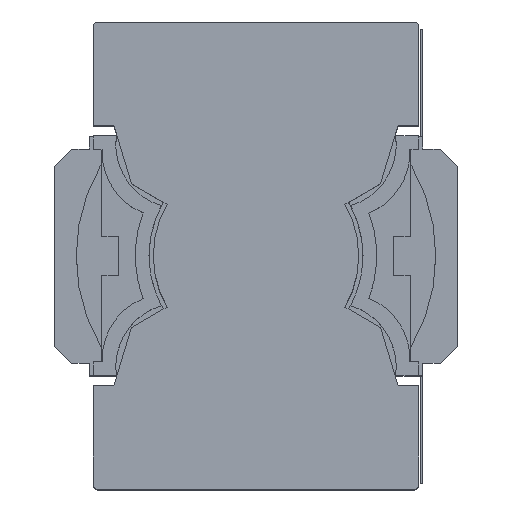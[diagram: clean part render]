
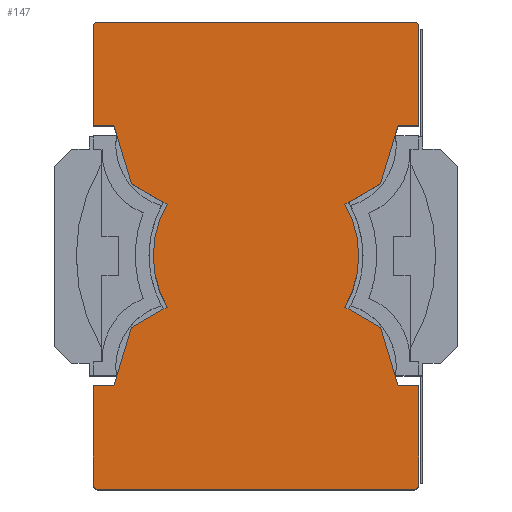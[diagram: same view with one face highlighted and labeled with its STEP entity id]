
A CAD part, top view. The second image highlights one B-rep face of the part: STEP entity #147.
In plain terms, the highlighted planar face has unit normal (0, 0, 1).
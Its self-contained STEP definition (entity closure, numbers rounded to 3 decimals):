
#47 = EDGE_CURVE('',#48,#50,#52,.T.);
#48 = VERTEX_POINT('',#49);
#49 = CARTESIAN_POINT('',(-9.25,-13.65,15.44));
#50 = VERTEX_POINT('',#51);
#51 = CARTESIAN_POINT('',(-9.5,-13.4,15.44));
#52 = CIRCLE('',#53,0.25);
#53 = AXIS2_PLACEMENT_3D('',#54,#55,#56);
#54 = CARTESIAN_POINT('',(-9.25,-13.4,15.44));
#55 = DIRECTION('',(0.,0.,-1.));
#56 = DIRECTION('',(1.,0.,0.));
#99 = VERTEX_POINT('',#100);
#100 = CARTESIAN_POINT('',(9.25,-13.65,15.44));
#106 = EDGE_CURVE('',#48,#99,#107,.T.);
#107 = LINE('',#108,#109);
#108 = CARTESIAN_POINT('',(-9.25,-13.65,15.44));
#109 = VECTOR('',#110,1.);
#110 = DIRECTION('',(1.,0.,0.));
#130 = VERTEX_POINT('',#131);
#131 = CARTESIAN_POINT('',(-9.5,-7.594,15.44));
#137 = EDGE_CURVE('',#50,#130,#138,.T.);
#138 = LINE('',#139,#140);
#139 = CARTESIAN_POINT('',(-9.5,-13.4,15.44));
#140 = VECTOR('',#141,1.);
#141 = DIRECTION('',(0.,1.,0.));
#147 = ADVANCED_FACE('',(#148),#324,.T.);
#148 = FACE_BOUND('',#149,.T.);
#149 = EDGE_LOOP('',(#150,#151,#152,#161,#169,#177,#185,#193,#202,#210,
    #218,#226,#234,#243,#251,#260,#268,#276,#284,#292,#301,#309,#317,
    #323));
#150 = ORIENTED_EDGE('',*,*,#47,.F.);
#151 = ORIENTED_EDGE('',*,*,#106,.T.);
#152 = ORIENTED_EDGE('',*,*,#153,.F.);
#153 = EDGE_CURVE('',#154,#99,#156,.T.);
#154 = VERTEX_POINT('',#155);
#155 = CARTESIAN_POINT('',(9.5,-13.4,15.44));
#156 = CIRCLE('',#157,0.25);
#157 = AXIS2_PLACEMENT_3D('',#158,#159,#160);
#158 = CARTESIAN_POINT('',(9.25,-13.4,15.44));
#159 = DIRECTION('',(0.,0.,-1.));
#160 = DIRECTION('',(1.,0.,0.));
#161 = ORIENTED_EDGE('',*,*,#162,.T.);
#162 = EDGE_CURVE('',#154,#163,#165,.T.);
#163 = VERTEX_POINT('',#164);
#164 = CARTESIAN_POINT('',(9.5,-7.594,15.44));
#165 = LINE('',#166,#167);
#166 = CARTESIAN_POINT('',(9.5,-13.4,15.44));
#167 = VECTOR('',#168,1.);
#168 = DIRECTION('',(0.,1.,0.));
#169 = ORIENTED_EDGE('',*,*,#170,.T.);
#170 = EDGE_CURVE('',#163,#171,#173,.T.);
#171 = VERTEX_POINT('',#172);
#172 = CARTESIAN_POINT('',(8.3,-7.594,15.44));
#173 = LINE('',#174,#175);
#174 = CARTESIAN_POINT('',(9.5,-7.594,15.44));
#175 = VECTOR('',#176,1.);
#176 = DIRECTION('',(-1.,0.,0.));
#177 = ORIENTED_EDGE('',*,*,#178,.T.);
#178 = EDGE_CURVE('',#171,#179,#181,.T.);
#179 = VERTEX_POINT('',#180);
#180 = CARTESIAN_POINT('',(7.275,-4.2,15.44));
#181 = LINE('',#182,#183);
#182 = CARTESIAN_POINT('',(8.3,-7.594,15.44));
#183 = VECTOR('',#184,1.);
#184 = DIRECTION('',(-0.289,0.957,-0.));
#185 = ORIENTED_EDGE('',*,*,#186,.F.);
#186 = EDGE_CURVE('',#187,#179,#189,.T.);
#187 = VERTEX_POINT('',#188);
#188 = CARTESIAN_POINT('',(5.196,-3.,15.44));
#189 = LINE('',#190,#191);
#190 = CARTESIAN_POINT('',(5.196,-3.,15.44));
#191 = VECTOR('',#192,1.);
#192 = DIRECTION('',(0.866,-0.5,0.));
#193 = ORIENTED_EDGE('',*,*,#194,.F.);
#194 = EDGE_CURVE('',#195,#187,#197,.T.);
#195 = VERTEX_POINT('',#196);
#196 = CARTESIAN_POINT('',(5.196,3.,15.44));
#197 = CIRCLE('',#198,6.);
#198 = AXIS2_PLACEMENT_3D('',#199,#200,#201);
#199 = CARTESIAN_POINT('',(0.,0.,15.44));
#200 = DIRECTION('',(0.,0.,-1.));
#201 = DIRECTION('',(1.,0.,0.));
#202 = ORIENTED_EDGE('',*,*,#203,.T.);
#203 = EDGE_CURVE('',#195,#204,#206,.T.);
#204 = VERTEX_POINT('',#205);
#205 = CARTESIAN_POINT('',(7.275,4.2,15.44));
#206 = LINE('',#207,#208);
#207 = CARTESIAN_POINT('',(5.196,3.,15.44));
#208 = VECTOR('',#209,1.);
#209 = DIRECTION('',(0.866,0.5,0.));
#210 = ORIENTED_EDGE('',*,*,#211,.T.);
#211 = EDGE_CURVE('',#204,#212,#214,.T.);
#212 = VERTEX_POINT('',#213);
#213 = CARTESIAN_POINT('',(8.3,7.594,15.44));
#214 = LINE('',#215,#216);
#215 = CARTESIAN_POINT('',(7.275,4.2,15.44));
#216 = VECTOR('',#217,1.);
#217 = DIRECTION('',(0.289,0.957,0.));
#218 = ORIENTED_EDGE('',*,*,#219,.F.);
#219 = EDGE_CURVE('',#220,#212,#222,.T.);
#220 = VERTEX_POINT('',#221);
#221 = CARTESIAN_POINT('',(9.5,7.594,15.44));
#222 = LINE('',#223,#224);
#223 = CARTESIAN_POINT('',(9.5,7.594,15.44));
#224 = VECTOR('',#225,1.);
#225 = DIRECTION('',(-1.,0.,0.));
#226 = ORIENTED_EDGE('',*,*,#227,.F.);
#227 = EDGE_CURVE('',#228,#220,#230,.T.);
#228 = VERTEX_POINT('',#229);
#229 = CARTESIAN_POINT('',(9.5,13.4,15.44));
#230 = LINE('',#231,#232);
#231 = CARTESIAN_POINT('',(9.5,13.4,15.44));
#232 = VECTOR('',#233,1.);
#233 = DIRECTION('',(0.,-1.,0.));
#234 = ORIENTED_EDGE('',*,*,#235,.F.);
#235 = EDGE_CURVE('',#236,#228,#238,.T.);
#236 = VERTEX_POINT('',#237);
#237 = CARTESIAN_POINT('',(9.25,13.65,15.44));
#238 = CIRCLE('',#239,0.25);
#239 = AXIS2_PLACEMENT_3D('',#240,#241,#242);
#240 = CARTESIAN_POINT('',(9.25,13.4,15.44));
#241 = DIRECTION('',(0.,0.,-1.));
#242 = DIRECTION('',(1.,0.,0.));
#243 = ORIENTED_EDGE('',*,*,#244,.T.);
#244 = EDGE_CURVE('',#236,#245,#247,.T.);
#245 = VERTEX_POINT('',#246);
#246 = CARTESIAN_POINT('',(-9.25,13.65,15.44));
#247 = LINE('',#248,#249);
#248 = CARTESIAN_POINT('',(9.25,13.65,15.44));
#249 = VECTOR('',#250,1.);
#250 = DIRECTION('',(-1.,0.,0.));
#251 = ORIENTED_EDGE('',*,*,#252,.F.);
#252 = EDGE_CURVE('',#253,#245,#255,.T.);
#253 = VERTEX_POINT('',#254);
#254 = CARTESIAN_POINT('',(-9.5,13.4,15.44));
#255 = CIRCLE('',#256,0.25);
#256 = AXIS2_PLACEMENT_3D('',#257,#258,#259);
#257 = CARTESIAN_POINT('',(-9.25,13.4,15.44));
#258 = DIRECTION('',(0.,0.,-1.));
#259 = DIRECTION('',(1.,0.,0.));
#260 = ORIENTED_EDGE('',*,*,#261,.T.);
#261 = EDGE_CURVE('',#253,#262,#264,.T.);
#262 = VERTEX_POINT('',#263);
#263 = CARTESIAN_POINT('',(-9.5,7.594,15.44));
#264 = LINE('',#265,#266);
#265 = CARTESIAN_POINT('',(-9.5,13.4,15.44));
#266 = VECTOR('',#267,1.);
#267 = DIRECTION('',(0.,-1.,0.));
#268 = ORIENTED_EDGE('',*,*,#269,.T.);
#269 = EDGE_CURVE('',#262,#270,#272,.T.);
#270 = VERTEX_POINT('',#271);
#271 = CARTESIAN_POINT('',(-8.3,7.594,15.44));
#272 = LINE('',#273,#274);
#273 = CARTESIAN_POINT('',(-9.5,7.594,15.44));
#274 = VECTOR('',#275,1.);
#275 = DIRECTION('',(1.,0.,0.));
#276 = ORIENTED_EDGE('',*,*,#277,.F.);
#277 = EDGE_CURVE('',#278,#270,#280,.T.);
#278 = VERTEX_POINT('',#279);
#279 = CARTESIAN_POINT('',(-7.275,4.2,15.44));
#280 = LINE('',#281,#282);
#281 = CARTESIAN_POINT('',(-7.275,4.2,15.44));
#282 = VECTOR('',#283,1.);
#283 = DIRECTION('',(-0.289,0.957,-0.));
#284 = ORIENTED_EDGE('',*,*,#285,.F.);
#285 = EDGE_CURVE('',#286,#278,#288,.T.);
#286 = VERTEX_POINT('',#287);
#287 = CARTESIAN_POINT('',(-5.196,3.,15.44));
#288 = LINE('',#289,#290);
#289 = CARTESIAN_POINT('',(-5.196,3.,15.44));
#290 = VECTOR('',#291,1.);
#291 = DIRECTION('',(-0.866,0.5,-0.));
#292 = ORIENTED_EDGE('',*,*,#293,.F.);
#293 = EDGE_CURVE('',#294,#286,#296,.T.);
#294 = VERTEX_POINT('',#295);
#295 = CARTESIAN_POINT('',(-5.196,-3.,15.44));
#296 = CIRCLE('',#297,6.);
#297 = AXIS2_PLACEMENT_3D('',#298,#299,#300);
#298 = CARTESIAN_POINT('',(0.,0.,15.44));
#299 = DIRECTION('',(0.,0.,-1.));
#300 = DIRECTION('',(1.,0.,0.));
#301 = ORIENTED_EDGE('',*,*,#302,.T.);
#302 = EDGE_CURVE('',#294,#303,#305,.T.);
#303 = VERTEX_POINT('',#304);
#304 = CARTESIAN_POINT('',(-7.275,-4.2,15.44));
#305 = LINE('',#306,#307);
#306 = CARTESIAN_POINT('',(-5.196,-3.,15.44));
#307 = VECTOR('',#308,1.);
#308 = DIRECTION('',(-0.866,-0.5,0.));
#309 = ORIENTED_EDGE('',*,*,#310,.F.);
#310 = EDGE_CURVE('',#311,#303,#313,.T.);
#311 = VERTEX_POINT('',#312);
#312 = CARTESIAN_POINT('',(-8.3,-7.594,15.44));
#313 = LINE('',#314,#315);
#314 = CARTESIAN_POINT('',(-8.3,-7.594,15.44));
#315 = VECTOR('',#316,1.);
#316 = DIRECTION('',(0.289,0.957,0.));
#317 = ORIENTED_EDGE('',*,*,#318,.F.);
#318 = EDGE_CURVE('',#130,#311,#319,.T.);
#319 = LINE('',#320,#321);
#320 = CARTESIAN_POINT('',(-9.5,-7.594,15.44));
#321 = VECTOR('',#322,1.);
#322 = DIRECTION('',(1.,0.,0.));
#323 = ORIENTED_EDGE('',*,*,#137,.F.);
#324 = PLANE('',#325);
#325 = AXIS2_PLACEMENT_3D('',#326,#327,#328);
#326 = CARTESIAN_POINT('',(0.,0.,15.44));
#327 = DIRECTION('',(-0.,0.,1.));
#328 = DIRECTION('',(-1.,0.,-0.));
